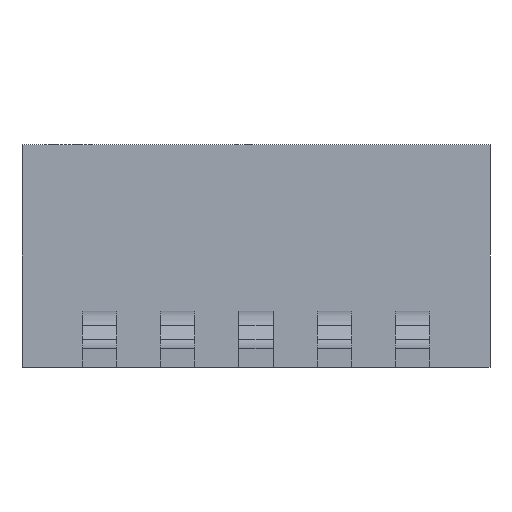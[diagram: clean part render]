
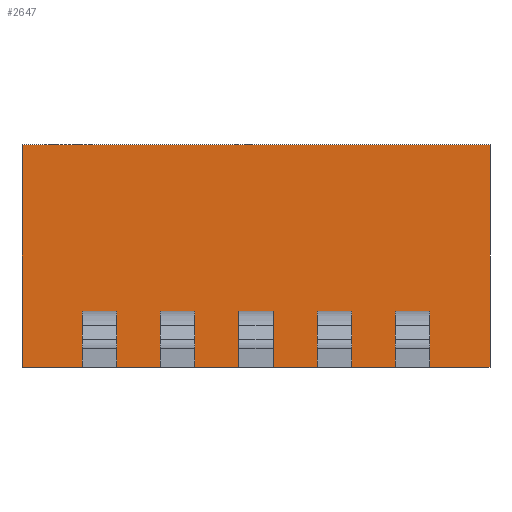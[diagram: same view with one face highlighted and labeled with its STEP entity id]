
A CAD part, front view. The second image highlights one B-rep face of the part: STEP entity #2647.
In plain terms, the highlighted planar face has unit normal (0, -1, 0).
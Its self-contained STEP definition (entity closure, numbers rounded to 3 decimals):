
#2608 = CARTESIAN_POINT ( 'NONE',  ( -5.08, -3.264, 0. ) ) ;
#2609 = VERTEX_POINT ( 'NONE', #2608 ) ;
#2610 = CARTESIAN_POINT ( 'NONE',  ( 5.08, -3.264, 0. ) ) ;
#2611 = VERTEX_POINT ( 'NONE', #2610 ) ;
#2612 = CARTESIAN_POINT ( 'NONE',  ( -5.08, -3.264, 0. ) ) ;
#2613 = DIRECTION ( 'NONE',  ( 1., 0., 0. ) ) ;
#2614 = VECTOR ( 'NONE', #2613, 1000. ) ;
#2615 = LINE ( 'NONE', #2612, #2614 ) ;
#2616 = EDGE_CURVE ( 'NONE', #2609, #2611, #2615, .T. ) ;
#2617 = ORIENTED_EDGE ( 'NONE', *, *, #2616, .T. ) ;
#2618 = CARTESIAN_POINT ( 'NONE',  ( 5.08, -3.264, 4.826 ) ) ;
#2619 = VERTEX_POINT ( 'NONE', #2618 ) ;
#2620 = CARTESIAN_POINT ( 'NONE',  ( 5.08, -3.264, 4.826 ) ) ;
#2621 = DIRECTION ( 'NONE',  ( 0., 0., -1. ) ) ;
#2622 = VECTOR ( 'NONE', #2621, 1000. ) ;
#2623 = LINE ( 'NONE', #2620, #2622 ) ;
#2624 = EDGE_CURVE ( 'NONE', #2619, #2611, #2623, .T. ) ;
#2625 = ORIENTED_EDGE ( 'NONE', *, *, #2624, .F. ) ;
#2626 = CARTESIAN_POINT ( 'NONE',  ( -5.08, -3.264, 4.826 ) ) ;
#2627 = VERTEX_POINT ( 'NONE', #2626 ) ;
#2628 = CARTESIAN_POINT ( 'NONE',  ( -5.08, -3.264, 4.826 ) ) ;
#2629 = DIRECTION ( 'NONE',  ( 1., 0., 0. ) ) ;
#2630 = VECTOR ( 'NONE', #2629, 1000. ) ;
#2631 = LINE ( 'NONE', #2628, #2630 ) ;
#2632 = EDGE_CURVE ( 'NONE', #2627, #2619, #2631, .T. ) ;
#2633 = ORIENTED_EDGE ( 'NONE', *, *, #2632, .F. ) ;
#2634 = CARTESIAN_POINT ( 'NONE',  ( -5.08, -3.264, 4.826 ) ) ;
#2635 = DIRECTION ( 'NONE',  ( 0., 0., -1. ) ) ;
#2636 = VECTOR ( 'NONE', #2635, 1000. ) ;
#2637 = LINE ( 'NONE', #2634, #2636 ) ;
#2638 = EDGE_CURVE ( 'NONE', #2627, #2609, #2637, .T. ) ;
#2639 = ORIENTED_EDGE ( 'NONE', *, *, #2638, .T. ) ;
#2640 = EDGE_LOOP ( 'NONE', ( #2617, #2625, #2633, #2639 ) ) ;
#2641 = FACE_OUTER_BOUND ( 'NONE', #2640, .T. ) ;
#2642 = CARTESIAN_POINT ( 'NONE',  ( -5.08, -3.264, 4.826 ) ) ;
#2643 = DIRECTION ( 'NONE',  ( 0., 1., 0. ) ) ;
#2644 = DIRECTION ( 'NONE',  ( -1., 0., 0. ) ) ;
#2645 = AXIS2_PLACEMENT_3D ( 'NONE', #2642, #2643, #2644 ) ;
#2646 = PLANE ( 'NONE', #2645 ) ;
#2647 = ADVANCED_FACE ( 'NONE', ( #2641 ), #2646, .F. ) ;
